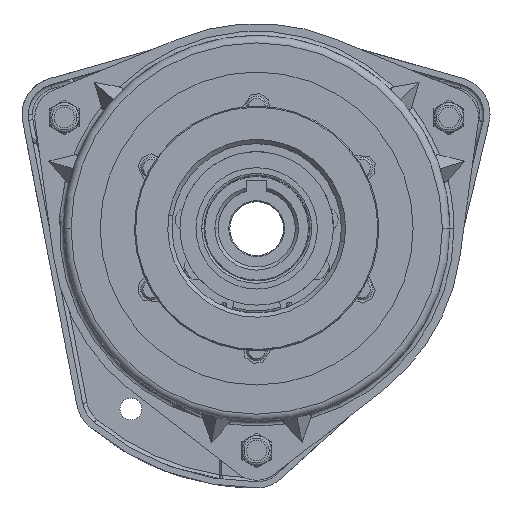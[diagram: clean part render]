
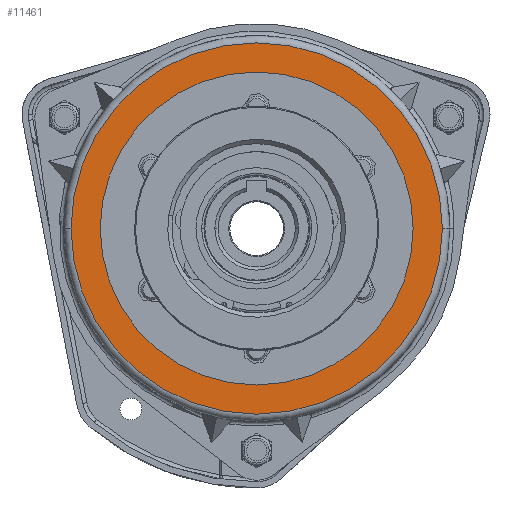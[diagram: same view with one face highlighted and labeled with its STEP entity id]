
A CAD part, top view. The second image highlights one B-rep face of the part: STEP entity #11461.
In plain terms, the highlighted planar face has unit normal (0, 0, 1).
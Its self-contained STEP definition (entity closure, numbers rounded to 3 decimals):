
#1437 = EDGE_CURVE ( 'NONE', #1737, #26323, #25750, .T. ) ;
#1737 = VERTEX_POINT ( 'NONE', #17501 ) ;
#3824 = CIRCLE ( 'NONE', #17359, 74. ) ;
#5913 = CARTESIAN_POINT ( 'NONE',  ( 0., 0., 35.425 ) ) ;
#6883 = CARTESIAN_POINT ( 'NONE',  ( 0., 74., 35.425 ) ) ;
#8560 = DIRECTION ( 'NONE',  ( -1., 0., 0. ) ) ;
#9235 = EDGE_CURVE ( 'NONE', #17229, #27868, #21766, .T. ) ;
#9499 = CARTESIAN_POINT ( 'NONE',  ( 0., 0., 35.425 ) ) ;
#10041 = CIRCLE ( 'NONE', #21740, 87.8 ) ;
#10485 = FACE_BOUND ( 'NONE', #12288, .T. ) ;
#11030 = ORIENTED_EDGE ( 'NONE', *, *, #15760, .T. ) ;
#11461 = ADVANCED_FACE ( 'NONE', ( #24578, #10485 ), #25412, .T. ) ;
#12259 = ORIENTED_EDGE ( 'NONE', *, *, #9235, .T. ) ;
#12288 = EDGE_LOOP ( 'NONE', ( #30163, #11030 ) ) ;
#12292 = AXIS2_PLACEMENT_3D ( 'NONE', #15250, #33850, #17912 ) ;
#14526 = DIRECTION ( 'NONE',  ( 0., 0., -1. ) ) ;
#15250 = CARTESIAN_POINT ( 'NONE',  ( 0., 0., 35.425 ) ) ;
#15342 = DIRECTION ( 'NONE',  ( 0., 0., 1. ) ) ;
#15760 = EDGE_CURVE ( 'NONE', #26323, #1737, #3824, .T. ) ;
#16559 = CARTESIAN_POINT ( 'NONE',  ( 74., 0., 35.425 ) ) ;
#16979 = AXIS2_PLACEMENT_3D ( 'NONE', #6883, #33466, #17543 ) ;
#17229 = VERTEX_POINT ( 'NONE', #19270 ) ;
#17359 = AXIS2_PLACEMENT_3D ( 'NONE', #5913, #24445, #8560 ) ;
#17501 = CARTESIAN_POINT ( 'NONE',  ( -74., 0., 35.425 ) ) ;
#17543 = DIRECTION ( 'NONE',  ( 1., 0., 0. ) ) ;
#17912 = DIRECTION ( 'NONE',  ( 1., 0., 0. ) ) ;
#18209 = CARTESIAN_POINT ( 'NONE',  ( -87.8, 0., 35.425 ) ) ;
#19270 = CARTESIAN_POINT ( 'NONE',  ( 87.8, 0., 35.425 ) ) ;
#21740 = AXIS2_PLACEMENT_3D ( 'NONE', #31221, #15342, #33938 ) ;
#21766 = CIRCLE ( 'NONE', #12292, 87.8 ) ;
#22613 = DIRECTION ( 'NONE',  ( -1., 0., 0. ) ) ;
#24445 = DIRECTION ( 'NONE',  ( 0., 0., -1. ) ) ;
#24578 = FACE_OUTER_BOUND ( 'NONE', #30748, .T. ) ;
#25412 = PLANE ( 'NONE',  #16979 ) ;
#25750 = CIRCLE ( 'NONE', #28704, 74. ) ;
#26323 = VERTEX_POINT ( 'NONE', #16559 ) ;
#27868 = VERTEX_POINT ( 'NONE', #18209 ) ;
#28704 = AXIS2_PLACEMENT_3D ( 'NONE', #9499, #14526, #22613 ) ;
#29561 = EDGE_CURVE ( 'NONE', #27868, #17229, #10041, .T. ) ;
#30163 = ORIENTED_EDGE ( 'NONE', *, *, #1437, .T. ) ;
#30418 = ORIENTED_EDGE ( 'NONE', *, *, #29561, .T. ) ;
#30748 = EDGE_LOOP ( 'NONE', ( #12259, #30418 ) ) ;
#31221 = CARTESIAN_POINT ( 'NONE',  ( 0., 0., 35.425 ) ) ;
#33466 = DIRECTION ( 'NONE',  ( 0., 0., 1. ) ) ;
#33850 = DIRECTION ( 'NONE',  ( 0., 0., 1. ) ) ;
#33938 = DIRECTION ( 'NONE',  ( 1., 0., 0. ) ) ;
